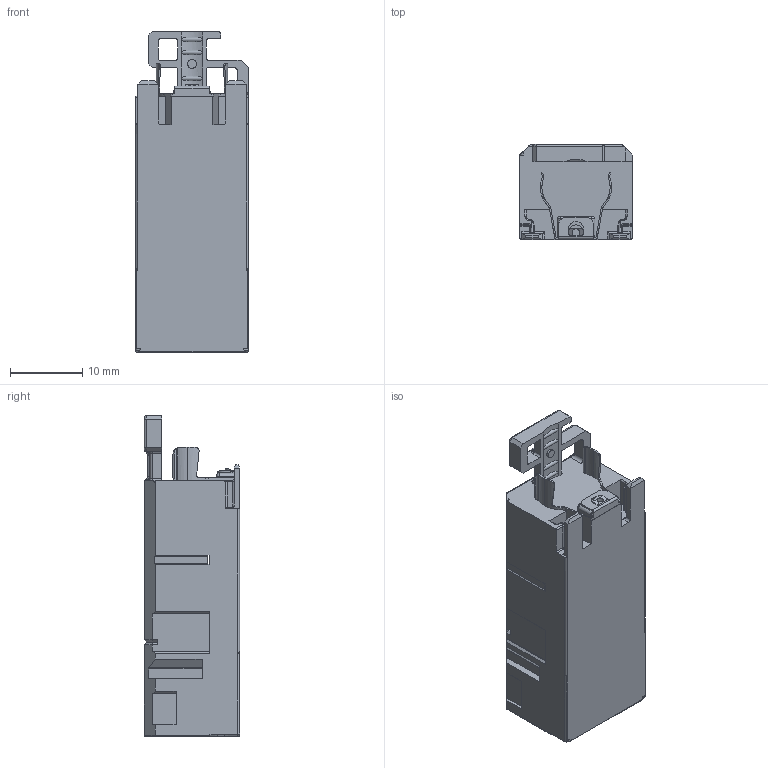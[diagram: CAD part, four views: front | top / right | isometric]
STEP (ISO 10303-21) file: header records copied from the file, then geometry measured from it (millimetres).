
FILE_DESCRIPTION(('CATIA V5 STEP Exchange','CAx-IF Rec.Pracs.--- Model Styling and Organization---1.4--- 2014-01-23'),'2;1');
FILE_NAME ('028595-2_2', '2022-01-31T06:23:31+00:00', ('none'), ('Weidmueller'), 'CATIA Version 5-6 Release 2016 SP3 HF44', 'CATIA V5 STEP AP214', 'none');
FILE_SCHEMA(('AUTOMOTIVE_DESIGN { 1 0 10303 214 1 1 1 1 }'));
Length unit declared in the file: millimetre
Products named in the file (1): 1963840000
Bounding box: 15.6 x 13.19 x 44.5 mm (x, y, z)
Volume: 5685.8 mm3; surface area: 4375.1 mm2
Topology: 1 solids, 1 shells, 790 faces, 2153 edges, 1371 vertices
Faces by surface type: plane 411, cylinder 263, bspline 63, torus 42, cone 8, sphere 3
Entity records: 27363 total; most frequent: CARTESIAN_POINT 8730, ORIENTED_EDGE 4288, DIRECTION 3110, EDGE_CURVE 2144, VECTOR 1391, LINE 1391, VERTEX_POINT 1371, AXIS2_PLACEMENT_3D 994
